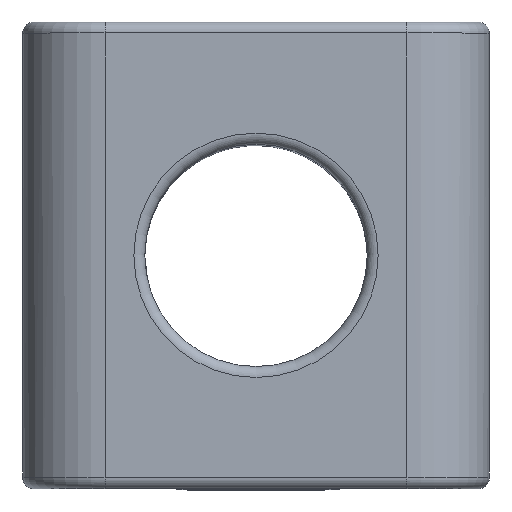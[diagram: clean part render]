
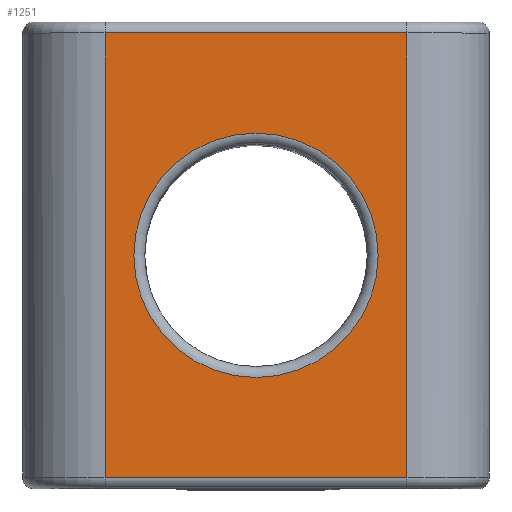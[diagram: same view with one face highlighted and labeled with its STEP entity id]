
A CAD part, top view. The second image highlights one B-rep face of the part: STEP entity #1251.
In plain terms, the highlighted planar face has unit normal (0, 0, 1).
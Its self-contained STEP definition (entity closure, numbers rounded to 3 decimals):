
#38=FACE_BOUND('',#298,.T.);
#137=CIRCLE('',#1370,4.45);
#215=FACE_OUTER_BOUND('',#297,.T.);
#297=EDGE_LOOP('',(#960,#961,#962,#963));
#298=EDGE_LOOP('',(#964));
#401=LINE('',#2148,#485);
#402=LINE('',#2150,#486);
#403=LINE('',#2152,#487);
#404=LINE('',#2153,#488);
#485=VECTOR('',#1627,10.);
#486=VECTOR('',#1628,10.);
#487=VECTOR('',#1629,10.);
#488=VECTOR('',#1630,10.);
#582=VERTEX_POINT('',#2142);
#583=VERTEX_POINT('',#2146);
#584=VERTEX_POINT('',#2147);
#585=VERTEX_POINT('',#2149);
#586=VERTEX_POINT('',#2151);
#719=EDGE_CURVE('',#582,#582,#137,.T.);
#721=EDGE_CURVE('',#583,#584,#401,.T.);
#722=EDGE_CURVE('',#585,#583,#402,.T.);
#723=EDGE_CURVE('',#586,#585,#403,.T.);
#724=EDGE_CURVE('',#584,#586,#404,.T.);
#960=ORIENTED_EDGE('',*,*,#721,.F.);
#961=ORIENTED_EDGE('',*,*,#722,.F.);
#962=ORIENTED_EDGE('',*,*,#723,.F.);
#963=ORIENTED_EDGE('',*,*,#724,.F.);
#964=ORIENTED_EDGE('',*,*,#719,.F.);
#1216=PLANE('',#1372);
#1251=ADVANCED_FACE('',(#215,#38),#1216,.T.);
#1370=AXIS2_PLACEMENT_3D('',#2143,#1621,#1622);
#1372=AXIS2_PLACEMENT_3D('',#2145,#1625,#1626);
#1621=DIRECTION('center_axis',(0.,0.,1.));
#1622=DIRECTION('ref_axis',(1.,0.,0.));
#1625=DIRECTION('center_axis',(0.,0.,1.));
#1626=DIRECTION('ref_axis',(1.,0.,0.));
#1627=DIRECTION('',(-1.,0.,0.));
#1628=DIRECTION('',(0.,-1.,0.));
#1629=DIRECTION('',(1.,0.,0.));
#1630=DIRECTION('',(0.,1.,0.));
#2142=CARTESIAN_POINT('',(4.45,0.,28.));
#2143=CARTESIAN_POINT('Origin',(0.,0.,28.));
#2145=CARTESIAN_POINT('Origin',(0.,0.,28.));
#2146=CARTESIAN_POINT('',(5.5,-8.1,28.));
#2147=CARTESIAN_POINT('',(-5.5,-8.1,28.));
#2148=CARTESIAN_POINT('',(-4.25,-8.1,28.));
#2149=CARTESIAN_POINT('',(5.5,8.1,28.));
#2150=CARTESIAN_POINT('',(5.5,-4.25,28.));
#2151=CARTESIAN_POINT('',(-5.5,8.1,28.));
#2152=CARTESIAN_POINT('',(4.25,8.1,28.));
#2153=CARTESIAN_POINT('',(-5.5,4.25,28.));
